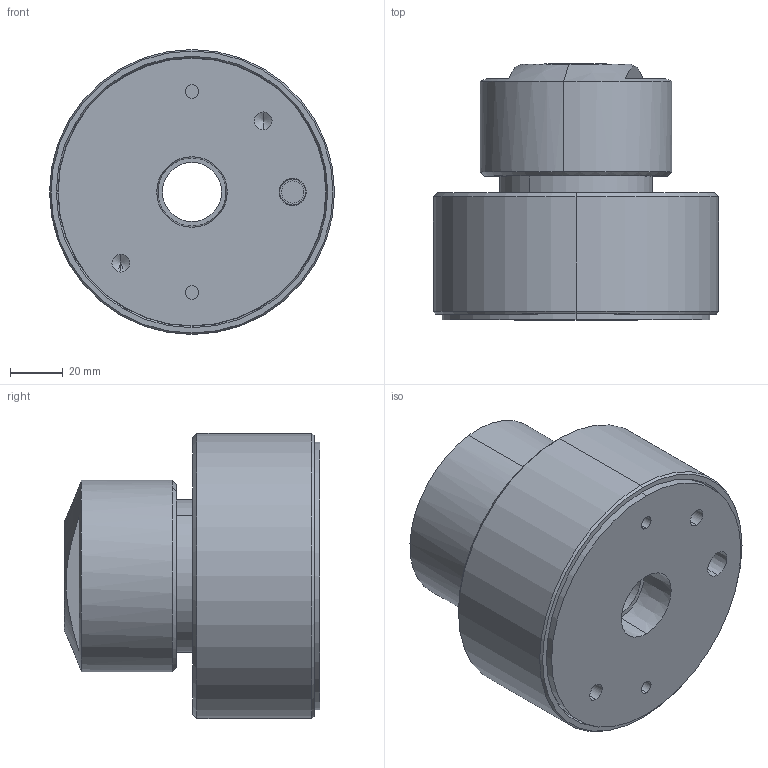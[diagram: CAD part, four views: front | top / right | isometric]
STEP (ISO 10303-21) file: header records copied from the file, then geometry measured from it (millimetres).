
FILE_DESCRIPTION (( 'STEP AP214' ), '1' );
FILE_NAME ('CTSC-001979.STEP', '2025-01-23T19:04:27', ( '' ), ( '' ), 'SwSTEP 2.0', 'SolidWorks 2023', '' );
FILE_SCHEMA (( 'AUTOMOTIVE_DESIGN' ));
Length unit declared in the file: inch
Products named in the file (1): CTSC-001979
Bounding box: 107.95 x 96.85 x 107.95 mm (x, y, z)
Volume: 574449.1 mm3; surface area: 62053.3 mm2
Topology: 1 solids, 2 shells, 72 faces, 153 edges, 96 vertices
Faces by surface type: cylinder 29, plane 23, cone 20
Entity records: 2539 total; most frequent: DIRECTION 375, CARTESIAN_POINT 362, ORIENTED_EDGE 298, AXIS2_PLACEMENT_3D 157, EDGE_CURVE 149, VERTEX_POINT 96, EDGE_LOOP 91, CIRCLE 84
